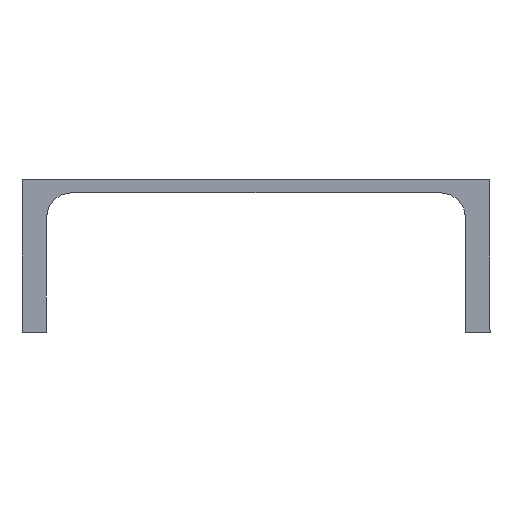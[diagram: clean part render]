
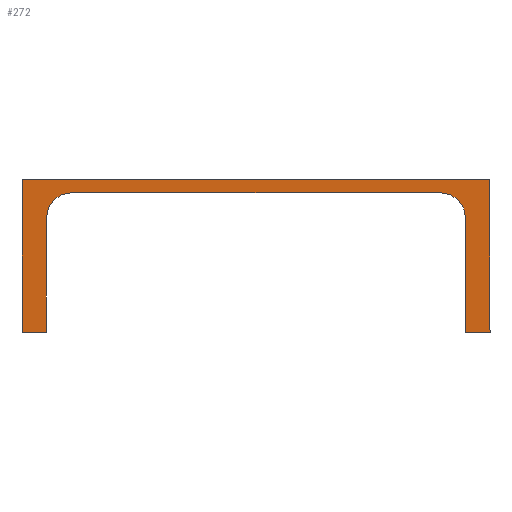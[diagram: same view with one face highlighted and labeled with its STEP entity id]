
A CAD part, left-side view. The second image highlights one B-rep face of the part: STEP entity #272.
In plain terms, the highlighted planar face has unit normal (-0.996, 0.087, 0).
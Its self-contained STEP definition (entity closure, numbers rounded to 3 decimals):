
#12 = VECTOR ( 'NONE', #561, 1000. ) ;
#14 = VECTOR ( 'NONE', #850, 1000. ) ;
#20 = EDGE_CURVE ( 'NONE', #148, #186, #645, .T. ) ;
#22 = CARTESIAN_POINT ( 'NONE',  ( -3820.878, 115., 13.7 ) ) ;
#32 = LINE ( 'NONE', #306, #12 ) ;
#38 = CARTESIAN_POINT ( 'NONE',  ( -3822.977, 91., 7.2 ) ) ;
#66 = DIRECTION ( 'NONE',  ( 0.087, 0.996, 0. ) ) ;
#69 = PLANE ( 'NONE',  #827 ) ;
#77 = VERTEX_POINT ( 'NONE', #22 ) ;
#94 = CARTESIAN_POINT ( 'NONE',  ( -3820.878, 115., 13.7 ) ) ;
#100 = CARTESIAN_POINT ( 'NONE',  ( -3820.878, 115., -61.3 ) ) ;
#111 = CARTESIAN_POINT ( 'NONE',  ( -3838.916, -91.182, 7.2 ) ) ;
#124 = LINE ( 'NONE', #511, #195 ) ;
#130 = CARTESIAN_POINT ( 'NONE',  ( -3839.95, -103., -4.8 ) ) ;
#133 = EDGE_CURVE ( 'NONE', #491, #77, #32, .T. ) ;
#145 = EDGE_CURVE ( 'NONE', #166, #248, #124, .T. ) ;
#148 = VERTEX_POINT ( 'NONE', #591 ) ;
#150 = CARTESIAN_POINT ( 'NONE',  ( -3839.95, -103., -61.3 ) ) ;
#166 = VERTEX_POINT ( 'NONE', #328 ) ;
#177 = CARTESIAN_POINT ( 'NONE',  ( -3841., -115., -61.3 ) ) ;
#186 = VERTEX_POINT ( 'NONE', #445 ) ;
#189 = EDGE_CURVE ( 'NONE', #559, #366, #260, .T. ) ;
#193 = CARTESIAN_POINT ( 'NONE',  ( -3839.515, -98.029, 7.2 ) ) ;
#195 = VECTOR ( 'NONE', #852, 1000. ) ;
#225 = DIRECTION ( 'NONE',  ( 0., 0., -1. ) ) ;
#248 = VERTEX_POINT ( 'NONE', #177 ) ;
#260 = LINE ( 'NONE', #111, #679 ) ;
#263 = CARTESIAN_POINT ( 'NONE',  ( -3839.95, -103., 2.229 ) ) ;
#265 = CARTESIAN_POINT ( 'NONE',  ( -3820.878, 115., -61.3 ) ) ;
#272 = ADVANCED_FACE ( 'NONE', ( #278 ), #69, .F. ) ;
#274 = ORIENTED_EDGE ( 'NONE', *, *, #20, .T. ) ;
#278 = FACE_OUTER_BOUND ( 'NONE', #453, .T. ) ;
#294 = ORIENTED_EDGE ( 'NONE', *, *, #133, .F. ) ;
#306 = CARTESIAN_POINT ( 'NONE',  ( -3820.878, 115., -61.3 ) ) ;
#313 = DIRECTION ( 'NONE',  ( -0.087, -0.996, 0. ) ) ;
#317 = EDGE_CURVE ( 'NONE', #148, #366, #731, .T. ) ;
#318 = CARTESIAN_POINT ( 'NONE',  ( -3821.927, 103., -61.3 ) ) ;
#327 = DIRECTION ( 'NONE',  ( 0., 0., -1. ) ) ;
#328 = CARTESIAN_POINT ( 'NONE',  ( -3841., -115., 13.7 ) ) ;
#333 = LINE ( 'NONE', #318, #346 ) ;
#335 = ORIENTED_EDGE ( 'NONE', *, *, #317, .F. ) ;
#346 = VECTOR ( 'NONE', #327, 1000. ) ;
#351 = EDGE_CURVE ( 'NONE', #248, #186, #413, .T. ) ;
#366 = VERTEX_POINT ( 'NONE', #816 ) ;
#413 = LINE ( 'NONE', #265, #557 ) ;
#430 = CARTESIAN_POINT ( 'NONE',  ( -3821.927, 103., -4.8 ) ) ;
#436 = VECTOR ( 'NONE', #626, 1000. ) ;
#445 = CARTESIAN_POINT ( 'NONE',  ( -3839.95, -103., -61.3 ) ) ;
#446 = ORIENTED_EDGE ( 'NONE', *, *, #351, .F. ) ;
#453 = EDGE_LOOP ( 'NONE', ( #274, #446, #713, #741, #294, #790, #568, #878, #825, #335 ) ) ;
#462 = VECTOR ( 'NONE', #225, 1000. ) ;
#490 = LINE ( 'NONE', #94, #436 ) ;
#491 = VERTEX_POINT ( 'NONE', #628 ) ;
#509 = EDGE_CURVE ( 'NONE', #512, #559, #598, .T. ) ;
#511 = CARTESIAN_POINT ( 'NONE',  ( -3841., -115., 13.7 ) ) ;
#512 = VERTEX_POINT ( 'NONE', #839 ) ;
#527 = DIRECTION ( 'NONE',  ( 0.087, 0.996, 0. ) ) ;
#557 = VECTOR ( 'NONE', #527, 1000. ) ;
#559 = VERTEX_POINT ( 'NONE', #38 ) ;
#561 = DIRECTION ( 'NONE',  ( 0., 0., 1. ) ) ;
#568 = ORIENTED_EDGE ( 'NONE', *, *, #596, .F. ) ;
#591 = CARTESIAN_POINT ( 'NONE',  ( -3839.95, -103., -4.8 ) ) ;
#596 = EDGE_CURVE ( 'NONE', #512, #745, #333, .T. ) ;
#598 =( BOUNDED_CURVE ( )  B_SPLINE_CURVE ( 3, ( #430, #641, #707, #847 ),
 .UNSPECIFIED., .F., .T. ) 
 B_SPLINE_CURVE_WITH_KNOTS ( ( 4, 4 ),
 ( 0., 1.571 ),
 .UNSPECIFIED. ) 
 CURVE ( )  GEOMETRIC_REPRESENTATION_ITEM ( )  RATIONAL_B_SPLINE_CURVE ( ( 1., 0.805, 0.805, 1. ) ) 
 REPRESENTATION_ITEM ( '' )  );
#612 = CARTESIAN_POINT ( 'NONE',  ( -3821.927, 103., -61.3 ) ) ;
#626 = DIRECTION ( 'NONE',  ( 0.087, 0.996, 0. ) ) ;
#628 = CARTESIAN_POINT ( 'NONE',  ( -3820.878, 115., -61.3 ) ) ;
#641 = CARTESIAN_POINT ( 'NONE',  ( -3821.927, 103., 2.229 ) ) ;
#645 = LINE ( 'NONE', #150, #462 ) ;
#669 = CARTESIAN_POINT ( 'NONE',  ( -3820.878, 115., -61.3 ) ) ;
#679 = VECTOR ( 'NONE', #313, 1000. ) ;
#705 = EDGE_CURVE ( 'NONE', #166, #77, #490, .T. ) ;
#707 = CARTESIAN_POINT ( 'NONE',  ( -3822.362, 98.029, 7.2 ) ) ;
#713 = ORIENTED_EDGE ( 'NONE', *, *, #145, .F. ) ;
#731 =( BOUNDED_CURVE ( )  B_SPLINE_CURVE ( 3, ( #130, #263, #193, #819 ),
 .UNSPECIFIED., .F., .T. ) 
 B_SPLINE_CURVE_WITH_KNOTS ( ( 4, 4 ),
 ( 3.142, 4.712 ),
 .UNSPECIFIED. ) 
 CURVE ( )  GEOMETRIC_REPRESENTATION_ITEM ( )  RATIONAL_B_SPLINE_CURVE ( ( 1., 0.805, 0.805, 1. ) ) 
 REPRESENTATION_ITEM ( '' )  );
#741 = ORIENTED_EDGE ( 'NONE', *, *, #705, .T. ) ;
#744 = DIRECTION ( 'NONE',  ( 0.996, -0.087, 0. ) ) ;
#745 = VERTEX_POINT ( 'NONE', #612 ) ;
#790 = ORIENTED_EDGE ( 'NONE', *, *, #822, .F. ) ;
#795 = LINE ( 'NONE', #100, #14 ) ;
#816 = CARTESIAN_POINT ( 'NONE',  ( -3838.9, -91., 7.2 ) ) ;
#819 = CARTESIAN_POINT ( 'NONE',  ( -3838.9, -91., 7.2 ) ) ;
#822 = EDGE_CURVE ( 'NONE', #745, #491, #795, .T. ) ;
#825 = ORIENTED_EDGE ( 'NONE', *, *, #189, .T. ) ;
#827 = AXIS2_PLACEMENT_3D ( 'NONE', #669, #744, #66 ) ;
#839 = CARTESIAN_POINT ( 'NONE',  ( -3821.927, 103., -4.8 ) ) ;
#847 = CARTESIAN_POINT ( 'NONE',  ( -3822.977, 91., 7.2 ) ) ;
#850 = DIRECTION ( 'NONE',  ( 0.087, 0.996, 0. ) ) ;
#852 = DIRECTION ( 'NONE',  ( 0., 0., -1. ) ) ;
#878 = ORIENTED_EDGE ( 'NONE', *, *, #509, .T. ) ;
